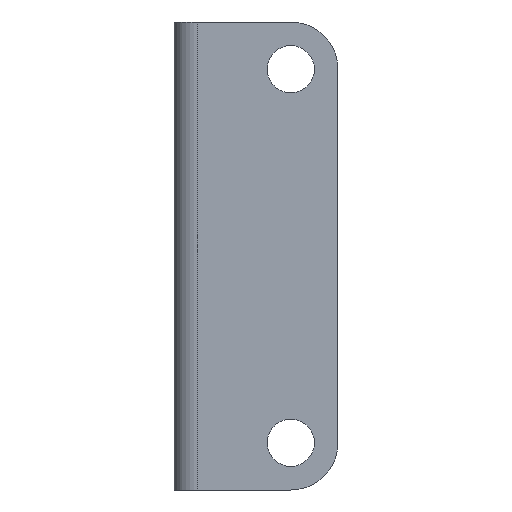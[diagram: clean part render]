
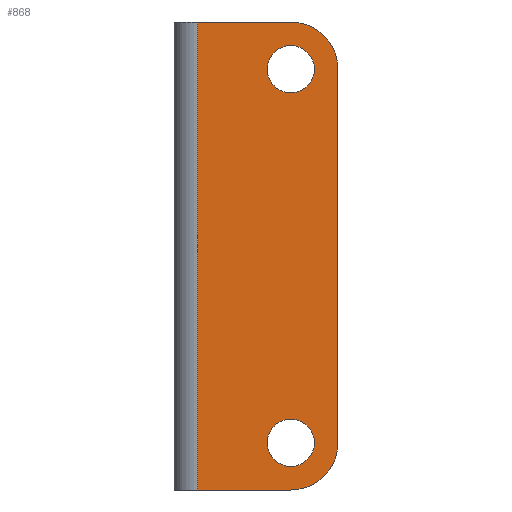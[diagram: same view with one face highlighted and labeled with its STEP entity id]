
A CAD part, left-side view. The second image highlights one B-rep face of the part: STEP entity #868.
In plain terms, the highlighted planar face has unit normal (-1, 0, 0).
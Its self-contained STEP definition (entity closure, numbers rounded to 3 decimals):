
#200=CARTESIAN_POINT('',(1.89,-458.5,948.75));
#201=DIRECTION('',(-1.,0.,0.));
#202=DIRECTION('',(0.,1.,0.));
#203=AXIS2_PLACEMENT_3D('',#200,#201,#202);
#209=CARTESIAN_POINT('',(1.89,-458.5,948.75));
#210=DIRECTION('',(-1.,0.,0.));
#211=DIRECTION('',(0.,-1.,0.));
#212=AXIS2_PLACEMENT_3D('',#209,#210,#211);
#217=CARTESIAN_POINT('',(1.89,-458.5,901.25));
#218=DIRECTION('',(-1.,0.,0.));
#219=DIRECTION('',(0.,1.,0.));
#220=AXIS2_PLACEMENT_3D('',#217,#218,#219);
#225=CARTESIAN_POINT('',(1.89,-458.5,901.25));
#226=DIRECTION('',(-1.,0.,0.));
#227=DIRECTION('',(0.,-1.,0.));
#228=AXIS2_PLACEMENT_3D('',#225,#226,#227);
#233=DIRECTION('',(0.,0.,-1.));
#234=VECTOR('',#233,59.5);
#235=CARTESIAN_POINT('',(1.89,-446.652,954.75));
#236=LINE('',#235,#234);
#240=DIRECTION('',(0.,-1.,0.));
#241=VECTOR('',#240,11.848);
#242=CARTESIAN_POINT('',(1.89,-446.652,954.75));
#243=LINE('',#242,#241);
#247=CARTESIAN_POINT('',(1.89,-458.5,948.75));
#248=DIRECTION('',(-1.,0.,0.));
#249=DIRECTION('',(0.,-1.,0.));
#250=AXIS2_PLACEMENT_3D('',#247,#248,#249);
#255=DIRECTION('',(0.,0.,-1.));
#256=VECTOR('',#255,47.5);
#257=CARTESIAN_POINT('',(1.89,-464.5,948.75));
#258=LINE('',#257,#256);
#262=CARTESIAN_POINT('',(1.89,-458.5,901.25));
#263=DIRECTION('',(-1.,0.,0.));
#264=DIRECTION('',(0.,0.,-1.));
#265=AXIS2_PLACEMENT_3D('',#262,#263,#264);
#270=DIRECTION('',(0.,1.,0.));
#271=VECTOR('',#270,11.848);
#272=CARTESIAN_POINT('',(1.89,-458.5,895.25));
#273=LINE('',#272,#271);
#741=CARTESIAN_POINT('',(1.89,-455.5,948.75));
#742=CARTESIAN_POINT('',(1.89,-461.5,948.75));
#743=VERTEX_POINT('',#741);
#744=VERTEX_POINT('',#742);
#745=CARTESIAN_POINT('',(1.89,-455.5,901.25));
#746=CARTESIAN_POINT('',(1.89,-461.5,901.25));
#747=VERTEX_POINT('',#745);
#748=VERTEX_POINT('',#746);
#773=CARTESIAN_POINT('',(1.89,-464.5,948.75));
#774=CARTESIAN_POINT('',(1.89,-458.5,954.75));
#775=VERTEX_POINT('',#773);
#776=VERTEX_POINT('',#774);
#789=CARTESIAN_POINT('',(1.89,-458.5,895.25));
#790=CARTESIAN_POINT('',(1.89,-464.5,901.25));
#791=VERTEX_POINT('',#789);
#792=VERTEX_POINT('',#790);
#805=CARTESIAN_POINT('',(1.89,-446.652,895.25));
#807=VERTEX_POINT('',#805);
#811=CARTESIAN_POINT('',(1.89,-446.652,954.75));
#812=VERTEX_POINT('',#811);
#837=CARTESIAN_POINT('',(1.89,0.,0.));
#838=DIRECTION('',(1.,0.,0.));
#839=DIRECTION('',(0.,1.,0.));
#840=AXIS2_PLACEMENT_3D('',#837,#838,#839);
#841=PLANE('',#840);
#843=ORIENTED_EDGE('',*,*,#842,.F.);
#845=ORIENTED_EDGE('',*,*,#844,.T.);
#847=ORIENTED_EDGE('',*,*,#846,.F.);
#849=ORIENTED_EDGE('',*,*,#848,.T.);
#851=ORIENTED_EDGE('',*,*,#850,.F.);
#853=ORIENTED_EDGE('',*,*,#852,.T.);
#854=EDGE_LOOP('',(#843,#845,#847,#849,#851,#853));
#855=FACE_OUTER_BOUND('',#854,.F.);
#857=ORIENTED_EDGE('',*,*,#856,.T.);
#859=ORIENTED_EDGE('',*,*,#858,.T.);
#860=EDGE_LOOP('',(#857,#859));
#861=FACE_BOUND('',#860,.F.);
#863=ORIENTED_EDGE('',*,*,#862,.T.);
#865=ORIENTED_EDGE('',*,*,#864,.T.);
#866=EDGE_LOOP('',(#863,#865));
#867=FACE_BOUND('',#866,.F.);
#204=CIRCLE('',#203,3.);
#213=CIRCLE('',#212,3.);
#221=CIRCLE('',#220,3.);
#229=CIRCLE('',#228,3.);
#251=CIRCLE('',#250,6.);
#266=CIRCLE('',#265,6.);
#842=EDGE_CURVE('',#812,#807,#236,.T.);
#844=EDGE_CURVE('',#812,#776,#243,.T.);
#846=EDGE_CURVE('',#775,#776,#251,.T.);
#848=EDGE_CURVE('',#775,#792,#258,.T.);
#850=EDGE_CURVE('',#791,#792,#266,.T.);
#852=EDGE_CURVE('',#791,#807,#273,.T.);
#856=EDGE_CURVE('',#747,#748,#221,.T.);
#858=EDGE_CURVE('',#748,#747,#229,.T.);
#862=EDGE_CURVE('',#743,#744,#204,.T.);
#864=EDGE_CURVE('',#744,#743,#213,.T.);
#868=ADVANCED_FACE('',(#855,#861,#867),#841,.F.);
